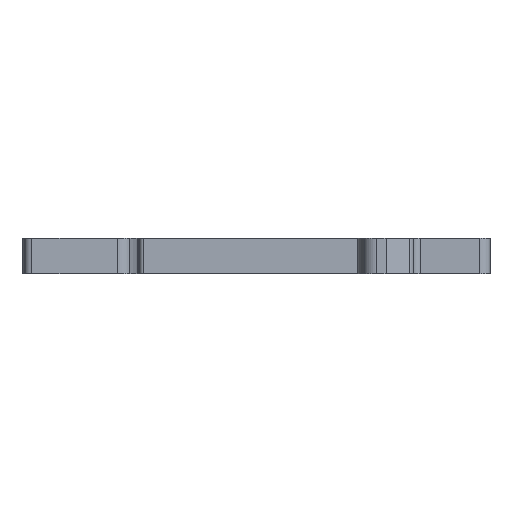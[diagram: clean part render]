
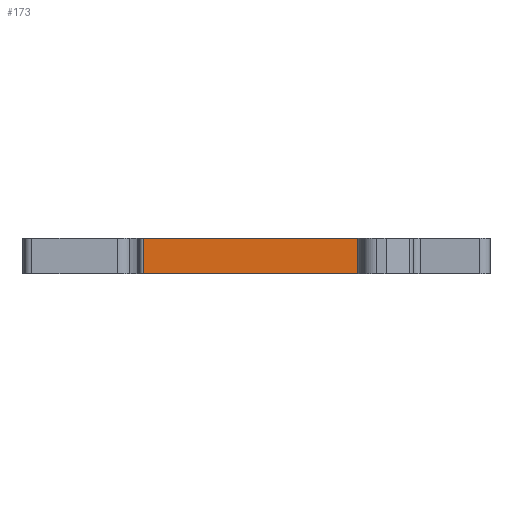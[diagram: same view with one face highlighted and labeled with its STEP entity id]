
A CAD part, front view. The second image highlights one B-rep face of the part: STEP entity #173.
In plain terms, the highlighted planar face has unit normal (0, -1, 0).
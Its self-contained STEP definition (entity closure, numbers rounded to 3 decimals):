
#102=PLANE('',#2554);
#173=ADVANCED_FACE('',(#341),#102,.T.);
#341=FACE_OUTER_BOUND('',#459,.T.);
#459=EDGE_LOOP('',(#1426,#1427,#1428,#1429));
#611=LINE('',#3514,#858);
#680=LINE('',#3733,#927);
#714=LINE('',#3846,#961);
#715=LINE('',#3847,#962);
#858=VECTOR('',#2780,1.);
#927=VECTOR('',#2939,1.);
#961=VECTOR('',#3031,1.);
#962=VECTOR('',#3032,1.);
#1426=ORIENTED_EDGE('',*,*,#2341,.T.);
#1427=ORIENTED_EDGE('',*,*,#2171,.F.);
#1428=ORIENTED_EDGE('',*,*,#2342,.F.);
#1429=ORIENTED_EDGE('',*,*,#2282,.T.);
#1936=VERTEX_POINT('',#3513);
#1937=VERTEX_POINT('',#3515);
#2041=VERTEX_POINT('',#3732);
#2042=VERTEX_POINT('',#3734);
#2171=EDGE_CURVE('',#1936,#1937,#611,.T.);
#2282=EDGE_CURVE('',#2042,#2041,#680,.T.);
#2341=EDGE_CURVE('',#2041,#1937,#714,.T.);
#2342=EDGE_CURVE('',#2042,#1936,#715,.T.);
#2554=AXIS2_PLACEMENT_3D('',#3848,#3033,#3034);
#2780=DIRECTION('',(1.,0.,0.));
#2939=DIRECTION('',(1.,0.,0.));
#3031=DIRECTION('',(0.,0.,1.));
#3032=DIRECTION('',(0.,0.,1.));
#3033=DIRECTION('',(0.,-1.,0.));
#3034=DIRECTION('',(0.,0.,1.));
#3513=CARTESIAN_POINT('',(-15.126,0.,0.));
#3514=CARTESIAN_POINT('',(10.318,0.,0.));
#3515=CARTESIAN_POINT('',(17.35,0.,0.));
#3732=CARTESIAN_POINT('',(17.35,0.,-5.2));
#3733=CARTESIAN_POINT('',(-32.502,0.,-5.2));
#3734=CARTESIAN_POINT('',(-15.126,0.,-5.2));
#3846=CARTESIAN_POINT('',(17.35,0.,-5.2));
#3847=CARTESIAN_POINT('',(-15.126,0.,-5.2));
#3848=CARTESIAN_POINT('',(10.318,0.,-5.2));
